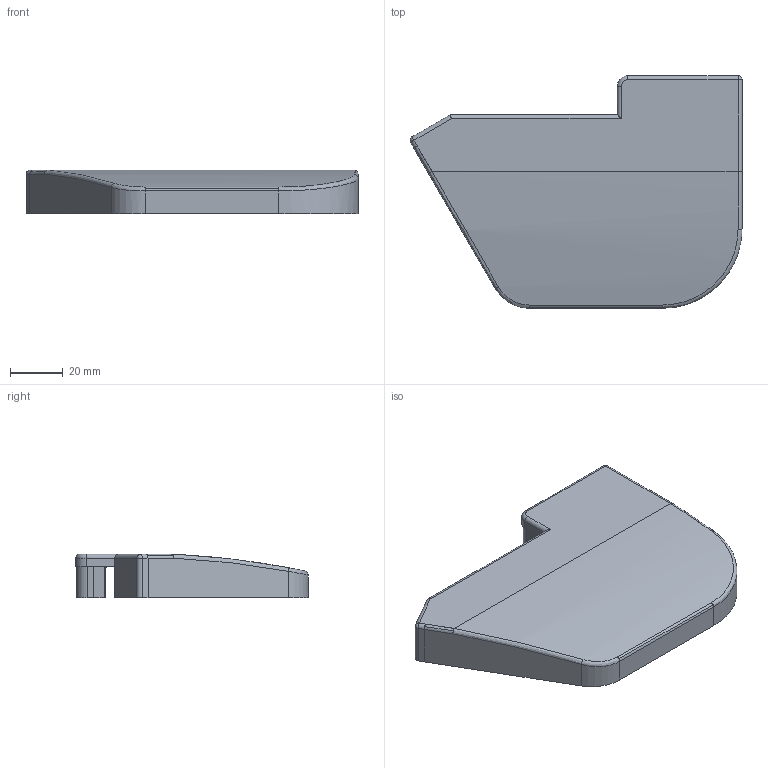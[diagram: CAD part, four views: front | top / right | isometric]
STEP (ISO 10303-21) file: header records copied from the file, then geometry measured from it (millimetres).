
FILE_DESCRIPTION (( 'STEP AP214' ), '1' );
FILE_NAME ('right.STEP', '2024-10-14T12:23:45', ( '' ), ( '' ), 'SwSTEP 2.0', 'SolidWorks 2023', '' );
FILE_SCHEMA (( 'AUTOMOTIVE_DESIGN' ));
Length unit declared in the file: millimetre
Products named in the file (1): right
Bounding box: 125.54 x 87.89 x 16.5 mm (x, y, z)
Volume: 86325.9 mm3; surface area: 35353.2 mm2
Topology: 1 solids, 2 shells, 76 faces, 183 edges, 110 vertices
Faces by surface type: cylinder 34, plane 28, torus 8, bspline 4, sphere 2
Entity records: 2581 total; most frequent: CARTESIAN_POINT 588, ORIENTED_EDGE 362, DIRECTION 346, EDGE_CURVE 181, AXIS2_PLACEMENT_3D 122, VERTEX_POINT 110, VECTOR 102, LINE 102
